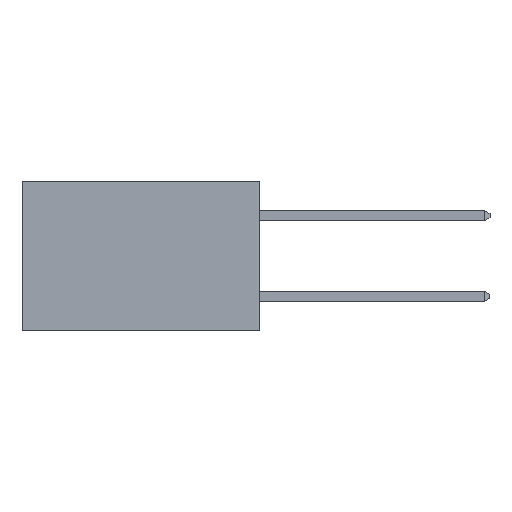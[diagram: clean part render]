
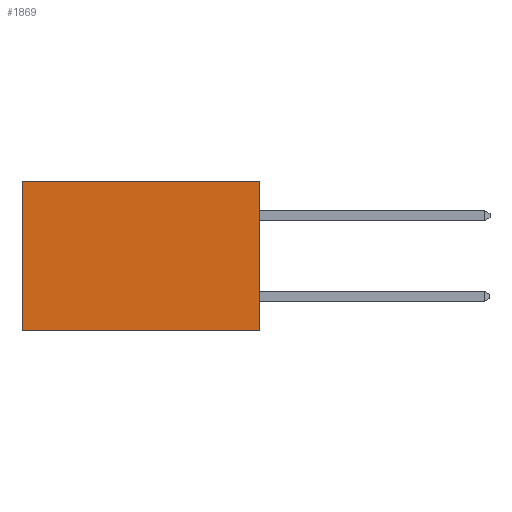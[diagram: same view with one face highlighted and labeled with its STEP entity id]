
A CAD part, left-side view. The second image highlights one B-rep face of the part: STEP entity #1869.
In plain terms, the highlighted planar face has unit normal (-1, 0, 0).
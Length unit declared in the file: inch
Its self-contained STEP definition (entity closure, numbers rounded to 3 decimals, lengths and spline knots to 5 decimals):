
#156 = DIRECTION ( 'NONE',  ( 0., 1., 0. ) ) ;
#428 = DIRECTION ( 'NONE',  ( 0., 0., -1. ) ) ;
#577 = EDGE_CURVE ( 'NONE', #2219, #3663, #7148, .T. ) ;
#781 = CARTESIAN_POINT ( 'NONE',  ( 0.277, 0., -0.37 ) ) ;
#887 = VECTOR ( 'NONE', #6966, 39.37008 ) ;
#1085 = CARTESIAN_POINT ( 'NONE',  ( 0.277, 0.59, -0.37 ) ) ;
#1253 = CARTESIAN_POINT ( 'NONE',  ( 0.277, 0., 0. ) ) ;
#1340 = AXIS2_PLACEMENT_3D ( 'NONE', #1358, #7887, #5075 ) ;
#1358 = CARTESIAN_POINT ( 'NONE',  ( 0.277, 0., -0.37 ) ) ;
#1363 = LINE ( 'NONE', #781, #3466 ) ;
#1546 = VERTEX_POINT ( 'NONE', #7387 ) ;
#1869 = ADVANCED_FACE ( 'NONE', ( #7126 ), #3812, .F. ) ;
#2031 = EDGE_CURVE ( 'NONE', #1546, #3663, #1363, .T. ) ;
#2219 = VERTEX_POINT ( 'NONE', #6131 ) ;
#2226 = ORIENTED_EDGE ( 'NONE', *, *, #5786, .T. ) ;
#2313 = ORIENTED_EDGE ( 'NONE', *, *, #577, .T. ) ;
#2583 = ORIENTED_EDGE ( 'NONE', *, *, #7516, .F. ) ;
#3466 = VECTOR ( 'NONE', #156, 39.37008 ) ;
#3663 = VERTEX_POINT ( 'NONE', #6540 ) ;
#3812 = PLANE ( 'NONE',  #1340 ) ;
#3902 = VECTOR ( 'NONE', #6626, 39.37008 ) ;
#4053 = CARTESIAN_POINT ( 'NONE',  ( 0.277, 0., 0. ) ) ;
#4083 = LINE ( 'NONE', #6642, #3902 ) ;
#5075 = DIRECTION ( 'NONE',  ( 0., 0., -1. ) ) ;
#5179 = VERTEX_POINT ( 'NONE', #1253 ) ;
#5547 = VECTOR ( 'NONE', #428, 39.37008 ) ;
#5606 = EDGE_LOOP ( 'NONE', ( #2313, #7706, #2583, #2226 ) ) ;
#5786 = EDGE_CURVE ( 'NONE', #5179, #2219, #5862, .T. ) ;
#5862 = LINE ( 'NONE', #4053, #887 ) ;
#6131 = CARTESIAN_POINT ( 'NONE',  ( 0.277, 0.59, 0. ) ) ;
#6540 = CARTESIAN_POINT ( 'NONE',  ( 0.277, 0.59, -0.37 ) ) ;
#6626 = DIRECTION ( 'NONE',  ( 0., 0., -1. ) ) ;
#6642 = CARTESIAN_POINT ( 'NONE',  ( 0.277, 0., -0.37 ) ) ;
#6966 = DIRECTION ( 'NONE',  ( 0., 1., 0. ) ) ;
#7126 = FACE_OUTER_BOUND ( 'NONE', #5606, .T. ) ;
#7148 = LINE ( 'NONE', #1085, #5547 ) ;
#7387 = CARTESIAN_POINT ( 'NONE',  ( 0.277, 0., -0.37 ) ) ;
#7516 = EDGE_CURVE ( 'NONE', #5179, #1546, #4083, .T. ) ;
#7706 = ORIENTED_EDGE ( 'NONE', *, *, #2031, .F. ) ;
#7887 = DIRECTION ( 'NONE',  ( 1., 0., 0. ) ) ;
